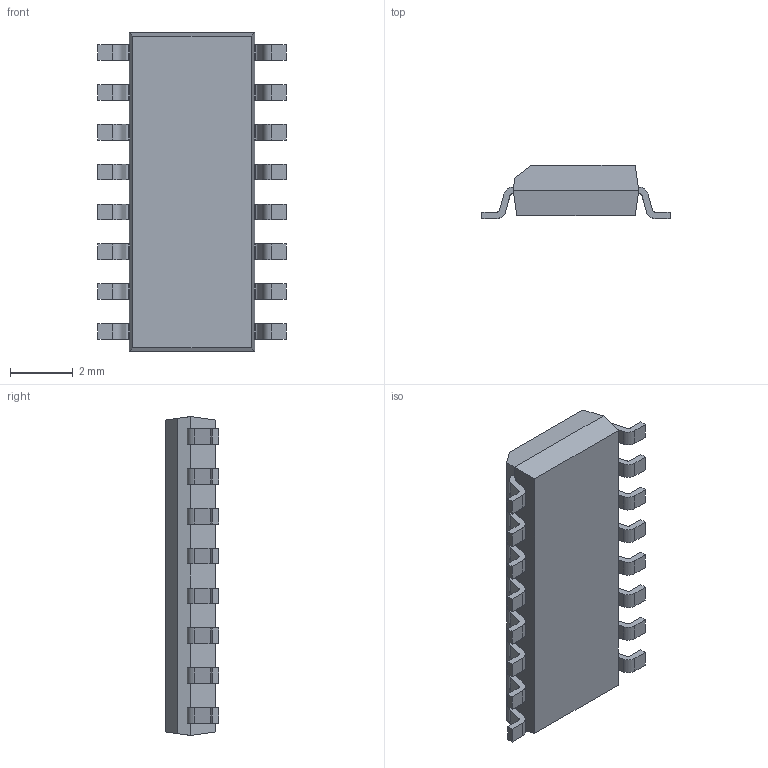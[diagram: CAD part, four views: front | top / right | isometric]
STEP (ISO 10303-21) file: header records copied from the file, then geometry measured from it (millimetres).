
FILE_DESCRIPTION (( 'STEP AP214' ), '1' );
FILE_NAME ('SOIC127P600-16.STEP', '2011-01-31T08:26:42', ( 'vpeshkov' ), ( 'licard' ), 'SwSTEP 2.0', 'SolidWorks 2009', '' );
FILE_SCHEMA (( 'AUTOMOTIVE_DESIGN' ));
Length unit declared in the file: millimetre
Products named in the file (1): SOIC127P600-16
Bounding box: 6 x 1.7 x 10.16 mm (x, y, z)
Volume: 64 mm3; surface area: 152.4 mm2
Topology: 1 solids, 1 shells, 222 faces, 653 edges, 434 vertices
Faces by surface type: plane 156, cylinder 66
Entity records: 9679 total; most frequent: CARTESIAN_POINT 1310, ORIENTED_EDGE 1306, DIRECTION 1231, EDGE_CURVE 653, VECTOR 521, LINE 521, VERTEX_POINT 434, AXIS2_PLACEMENT_3D 355
